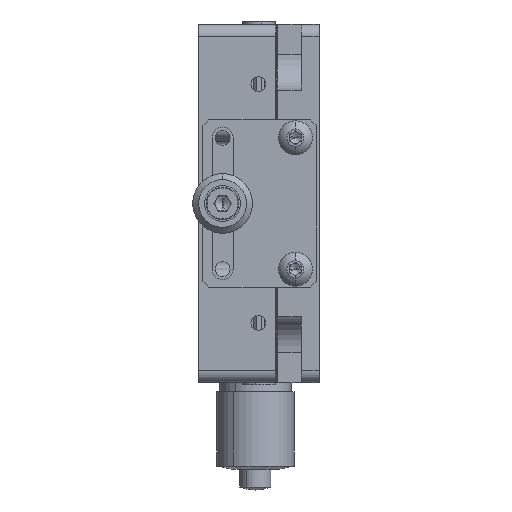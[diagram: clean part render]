
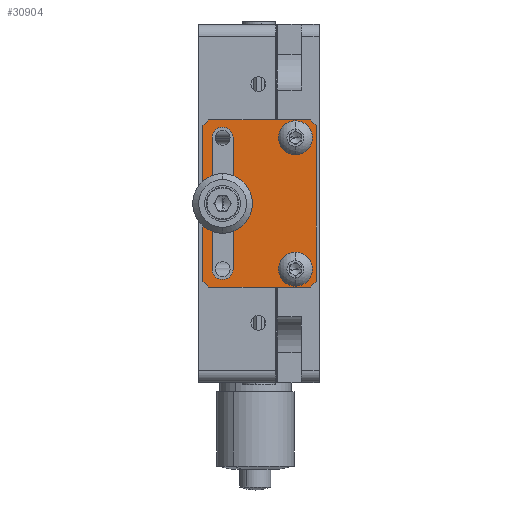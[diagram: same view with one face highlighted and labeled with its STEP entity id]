
A CAD part, left-side view. The second image highlights one B-rep face of the part: STEP entity #30904.
In plain terms, the highlighted planar face has unit normal (-1, 0, 0).
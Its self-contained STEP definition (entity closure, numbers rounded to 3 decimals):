
#627 = EDGE_CURVE ( 'NONE', #33600, #21647, #4652, .T. ) ;
#1064 = DIRECTION ( 'NONE',  ( 1., 0., 0. ) ) ;
#1182 = EDGE_CURVE ( 'NONE', #35675, #31877, #30633, .T. ) ;
#1321 = CARTESIAN_POINT ( 'NONE',  ( -30.8, 19.5, 13. ) ) ;
#1424 = DIRECTION ( 'NONE',  ( 0., 0., -1. ) ) ;
#1608 = CARTESIAN_POINT ( 'NONE',  ( -30.8, 4., 12.75 ) ) ;
#1658 = AXIS2_PLACEMENT_3D ( 'NONE', #8768, #31193, #11952 ) ;
#1809 = VECTOR ( 'NONE', #30938, 1000. ) ;
#1841 = VERTEX_POINT ( 'NONE', #22041 ) ;
#1902 = EDGE_CURVE ( 'NONE', #34060, #1841, #4988, .T. ) ;
#1929 = DIRECTION ( 'NONE',  ( -1., 0., 0. ) ) ;
#2193 = DIRECTION ( 'NONE',  ( -1., 0., 0. ) ) ;
#2418 = LINE ( 'NONE', #28127, #10903 ) ;
#2824 = LINE ( 'NONE', #22475, #27381 ) ;
#3296 = CARTESIAN_POINT ( 'NONE',  ( -30.8, 16.2, 11. ) ) ;
#3406 = ORIENTED_EDGE ( 'NONE', *, *, #627, .T. ) ;
#3559 = DIRECTION ( 'NONE',  ( 0., 0., -1. ) ) ;
#3942 = FACE_OUTER_BOUND ( 'NONE', #23359, .T. ) ;
#4526 = VECTOR ( 'NONE', #14088, 1000. ) ;
#4652 = LINE ( 'NONE', #32543, #20685 ) ;
#4810 = EDGE_LOOP ( 'NONE', ( #30699, #15342 ) ) ;
#4988 = LINE ( 'NONE', #18111, #12459 ) ;
#5610 = ORIENTED_EDGE ( 'NONE', *, *, #1902, .F. ) ;
#6342 = DIRECTION ( 'NONE',  ( 0., -0.707, 0.707 ) ) ;
#6616 = CARTESIAN_POINT ( 'NONE',  ( -30.8, 4., -12.75 ) ) ;
#6643 = VECTOR ( 'NONE', #35814, 1000. ) ;
#6867 = EDGE_LOOP ( 'NONE', ( #12217, #34803, #20482, #5610, #11395 ) ) ;
#6938 = EDGE_CURVE ( 'NONE', #18234, #9320, #2418, .T. ) ;
#6939 = VECTOR ( 'NONE', #20909, 1000. ) ;
#7142 = CARTESIAN_POINT ( 'NONE',  ( -30.8, 17.95, 11. ) ) ;
#8043 = EDGE_CURVE ( 'NONE', #9197, #29183, #2824, .T. ) ;
#8103 = ORIENTED_EDGE ( 'NONE', *, *, #28299, .T. ) ;
#8335 = AXIS2_PLACEMENT_3D ( 'NONE', #36114, #16845, #39324 ) ;
#8407 = AXIS2_PLACEMENT_3D ( 'NONE', #3296, #31163, #34847 ) ;
#8585 = ORIENTED_EDGE ( 'NONE', *, *, #21807, .F. ) ;
#8616 = CARTESIAN_POINT ( 'NONE',  ( -30.8, 18.5, 14. ) ) ;
#8768 = CARTESIAN_POINT ( 'NONE',  ( -30.8, 4., -11. ) ) ;
#9197 = VERTEX_POINT ( 'NONE', #37109 ) ;
#9320 = VERTEX_POINT ( 'NONE', #28191 ) ;
#9782 = EDGE_CURVE ( 'NONE', #29042, #25994, #38782, .T. ) ;
#9829 = EDGE_CURVE ( 'NONE', #23339, #30618, #35765, .T. ) ;
#9843 = VERTEX_POINT ( 'NONE', #8616 ) ;
#10226 = CARTESIAN_POINT ( 'NONE',  ( -30.8, 0.5, -14. ) ) ;
#10903 = VECTOR ( 'NONE', #34508, 1000. ) ;
#11395 = ORIENTED_EDGE ( 'NONE', *, *, #23464, .F. ) ;
#11952 = DIRECTION ( 'NONE',  ( 0., 0., -1. ) ) ;
#12017 = AXIS2_PLACEMENT_3D ( 'NONE', #21103, #1929, #24321 ) ;
#12217 = ORIENTED_EDGE ( 'NONE', *, *, #1182, .F. ) ;
#12459 = VECTOR ( 'NONE', #3559, 1000. ) ;
#13015 = LINE ( 'NONE', #23809, #4526 ) ;
#13034 = ORIENTED_EDGE ( 'NONE', *, *, #6938, .T. ) ;
#13764 = CARTESIAN_POINT ( 'NONE',  ( -30.8, 16.2, 12.75 ) ) ;
#14088 = DIRECTION ( 'NONE',  ( 0., -1., 0. ) ) ;
#14699 = CARTESIAN_POINT ( 'NONE',  ( -30.8, 4., 11. ) ) ;
#15342 = ORIENTED_EDGE ( 'NONE', *, *, #24375, .F. ) ;
#16176 = CIRCLE ( 'NONE', #26910, 1.75 ) ;
#16408 = ORIENTED_EDGE ( 'NONE', *, *, #39134, .T. ) ;
#16473 = LINE ( 'NONE', #36944, #6939 ) ;
#16806 = EDGE_LOOP ( 'NONE', ( #8585, #24229 ) ) ;
#16845 = DIRECTION ( 'NONE',  ( -1., 0., 0. ) ) ;
#17833 = LINE ( 'NONE', #27706, #1809 ) ;
#17980 = DIRECTION ( 'NONE',  ( 0., 0., -1. ) ) ;
#18111 = CARTESIAN_POINT ( 'NONE',  ( -30.8, 17.95, 11. ) ) ;
#18234 = VERTEX_POINT ( 'NONE', #32658 ) ;
#18530 = CARTESIAN_POINT ( 'NONE',  ( -30.8, 0.5, -13. ) ) ;
#19116 = CARTESIAN_POINT ( 'NONE',  ( -30.8, 14.45, -11. ) ) ;
#19197 = CARTESIAN_POINT ( 'NONE',  ( -30.8, 18.5, -14. ) ) ;
#19822 = ORIENTED_EDGE ( 'NONE', *, *, #27903, .T. ) ;
#19864 = AXIS2_PLACEMENT_3D ( 'NONE', #20199, #1064, #23442 ) ;
#20199 = CARTESIAN_POINT ( 'NONE',  ( -30.8, 0.5, 14. ) ) ;
#20482 = ORIENTED_EDGE ( 'NONE', *, *, #32551, .F. ) ;
#20569 = DIRECTION ( 'NONE',  ( -1., 0., 0. ) ) ;
#20685 = VECTOR ( 'NONE', #27579, 1000. ) ;
#20909 = DIRECTION ( 'NONE',  ( 0., 0., 1. ) ) ;
#20964 = FACE_BOUND ( 'NONE', #6867, .T. ) ;
#21103 = CARTESIAN_POINT ( 'NONE',  ( -30.8, 4., 11. ) ) ;
#21372 = CARTESIAN_POINT ( 'NONE',  ( -30.8, 4., -11. ) ) ;
#21647 = VERTEX_POINT ( 'NONE', #29754 ) ;
#21807 = EDGE_CURVE ( 'NONE', #25994, #29042, #16176, .T. ) ;
#22041 = CARTESIAN_POINT ( 'NONE',  ( -30.8, 17.95, -11. ) ) ;
#22446 = DIRECTION ( 'NONE',  ( 0., -0.707, -0.707 ) ) ;
#22475 = CARTESIAN_POINT ( 'NONE',  ( -30.8, 0.5, -13. ) ) ;
#22728 = CIRCLE ( 'NONE', #1658, 1.75 ) ;
#22810 = CARTESIAN_POINT ( 'NONE',  ( -30.8, 18.5, -14. ) ) ;
#23339 = VERTEX_POINT ( 'NONE', #6616 ) ;
#23359 = EDGE_LOOP ( 'NONE', ( #8103, #40864, #3406, #29996, #16408, #26263, #19822, #13034 ) ) ;
#23442 = DIRECTION ( 'NONE',  ( 0., 0., 1. ) ) ;
#23464 = EDGE_CURVE ( 'NONE', #31877, #34060, #38436, .T. ) ;
#23809 = CARTESIAN_POINT ( 'NONE',  ( -30.8, 19.5, -14. ) ) ;
#23896 = VECTOR ( 'NONE', #22446, 1000. ) ;
#24229 = ORIENTED_EDGE ( 'NONE', *, *, #9782, .F. ) ;
#24321 = DIRECTION ( 'NONE',  ( 0., 0., -1. ) ) ;
#24375 = EDGE_CURVE ( 'NONE', #30618, #23339, #22728, .T. ) ;
#24599 = DIRECTION ( 'NONE',  ( 0., 0., -1. ) ) ;
#24681 = CIRCLE ( 'NONE', #39872, 1.75 ) ;
#24908 = CARTESIAN_POINT ( 'NONE',  ( -30.8, 14.45, 11. ) ) ;
#24977 = AXIS2_PLACEMENT_3D ( 'NONE', #21372, #2193, #24599 ) ;
#25994 = VERTEX_POINT ( 'NONE', #37767 ) ;
#26263 = ORIENTED_EDGE ( 'NONE', *, *, #8043, .T. ) ;
#26539 = PLANE ( 'NONE',  #19864 ) ;
#26910 = AXIS2_PLACEMENT_3D ( 'NONE', #14699, #37226, #17980 ) ;
#27381 = VECTOR ( 'NONE', #6342, 1000. ) ;
#27579 = DIRECTION ( 'NONE',  ( 0., 0., -1. ) ) ;
#27706 = CARTESIAN_POINT ( 'NONE',  ( -30.8, 19.5, 13. ) ) ;
#27903 = EDGE_CURVE ( 'NONE', #29183, #18234, #32264, .T. ) ;
#28127 = CARTESIAN_POINT ( 'NONE',  ( -30.8, 1.5, 14. ) ) ;
#28191 = CARTESIAN_POINT ( 'NONE',  ( -30.8, 1.5, 14. ) ) ;
#28299 = EDGE_CURVE ( 'NONE', #9320, #9843, #28645, .T. ) ;
#28645 = LINE ( 'NONE', #34918, #33214 ) ;
#28743 = VERTEX_POINT ( 'NONE', #19116 ) ;
#29042 = VERTEX_POINT ( 'NONE', #1608 ) ;
#29044 = EDGE_CURVE ( 'NONE', #28743, #35675, #16473, .T. ) ;
#29183 = VERTEX_POINT ( 'NONE', #18530 ) ;
#29740 = VERTEX_POINT ( 'NONE', #22810 ) ;
#29754 = CARTESIAN_POINT ( 'NONE',  ( -30.8, 19.5, -13. ) ) ;
#29996 = ORIENTED_EDGE ( 'NONE', *, *, #40482, .T. ) ;
#30618 = VERTEX_POINT ( 'NONE', #37251 ) ;
#30633 = CIRCLE ( 'NONE', #8407, 1.75 ) ;
#30699 = ORIENTED_EDGE ( 'NONE', *, *, #9829, .F. ) ;
#30904 = ADVANCED_FACE ( 'NONE', ( #38096, #3942, #20964, #37068 ), #26539, .F. ) ;
#30938 = DIRECTION ( 'NONE',  ( 0., 0.707, -0.707 ) ) ;
#31163 = DIRECTION ( 'NONE',  ( -1., 0., 0. ) ) ;
#31193 = DIRECTION ( 'NONE',  ( -1., 0., 0. ) ) ;
#31877 = VERTEX_POINT ( 'NONE', #13764 ) ;
#32264 = LINE ( 'NONE', #10226, #6643 ) ;
#32475 = LINE ( 'NONE', #19197, #23896 ) ;
#32543 = CARTESIAN_POINT ( 'NONE',  ( -30.8, 19.5, 14. ) ) ;
#32551 = EDGE_CURVE ( 'NONE', #1841, #28743, #24681, .T. ) ;
#32658 = CARTESIAN_POINT ( 'NONE',  ( -30.8, 0.5, 13. ) ) ;
#33214 = VECTOR ( 'NONE', #38036, 1000. ) ;
#33600 = VERTEX_POINT ( 'NONE', #1321 ) ;
#34060 = VERTEX_POINT ( 'NONE', #7142 ) ;
#34508 = DIRECTION ( 'NONE',  ( 0., 0.707, 0.707 ) ) ;
#34803 = ORIENTED_EDGE ( 'NONE', *, *, #29044, .F. ) ;
#34847 = DIRECTION ( 'NONE',  ( 0., 0., -1. ) ) ;
#34918 = CARTESIAN_POINT ( 'NONE',  ( -30.8, 0.5, 14. ) ) ;
#35675 = VERTEX_POINT ( 'NONE', #24908 ) ;
#35765 = CIRCLE ( 'NONE', #24977, 1.75 ) ;
#35814 = DIRECTION ( 'NONE',  ( 0., 0., 1. ) ) ;
#36114 = CARTESIAN_POINT ( 'NONE',  ( -30.8, 16.2, 11. ) ) ;
#36944 = CARTESIAN_POINT ( 'NONE',  ( -30.8, 14.45, 11. ) ) ;
#37068 = FACE_BOUND ( 'NONE', #16806, .T. ) ;
#37109 = CARTESIAN_POINT ( 'NONE',  ( -30.8, 1.5, -14. ) ) ;
#37226 = DIRECTION ( 'NONE',  ( -1., 0., 0. ) ) ;
#37251 = CARTESIAN_POINT ( 'NONE',  ( -30.8, 4., -9.25 ) ) ;
#37767 = CARTESIAN_POINT ( 'NONE',  ( -30.8, 4., 9.25 ) ) ;
#38036 = DIRECTION ( 'NONE',  ( 0., 1., 0. ) ) ;
#38096 = FACE_BOUND ( 'NONE', #4810, .T. ) ;
#38436 = CIRCLE ( 'NONE', #8335, 1.75 ) ;
#38782 = CIRCLE ( 'NONE', #12017, 1.75 ) ;
#39134 = EDGE_CURVE ( 'NONE', #29740, #9197, #13015, .T. ) ;
#39324 = DIRECTION ( 'NONE',  ( 0., 0., -1. ) ) ;
#39824 = CARTESIAN_POINT ( 'NONE',  ( -30.8, 16.2, -11. ) ) ;
#39872 = AXIS2_PLACEMENT_3D ( 'NONE', #39824, #20569, #1424 ) ;
#40482 = EDGE_CURVE ( 'NONE', #21647, #29740, #32475, .T. ) ;
#40864 = ORIENTED_EDGE ( 'NONE', *, *, #40953, .T. ) ;
#40953 = EDGE_CURVE ( 'NONE', #9843, #33600, #17833, .T. ) ;
